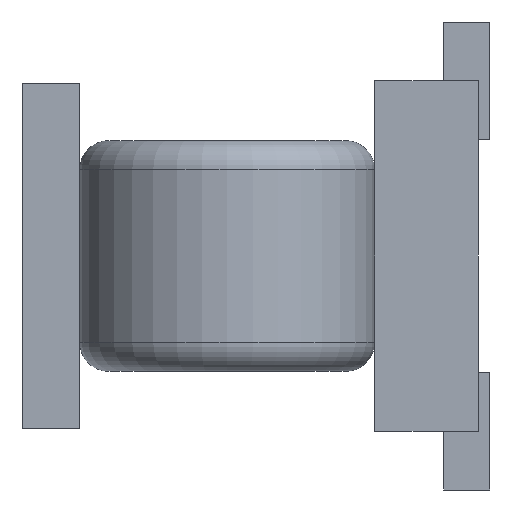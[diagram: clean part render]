
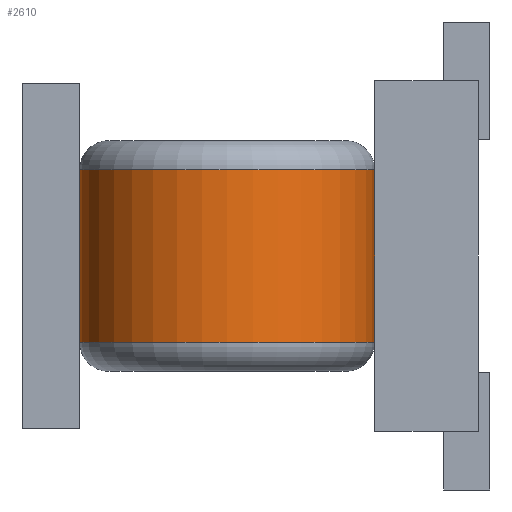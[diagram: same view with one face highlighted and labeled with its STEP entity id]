
A CAD part, left-side view. The second image highlights one B-rep face of the part: STEP entity #2610.
In plain terms, the highlighted cylindrical face has radius 1.28 mm (diameter 2.56 mm), a partial arc.
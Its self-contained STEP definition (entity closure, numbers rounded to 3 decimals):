
#46 = LINE ( 'NONE', #1517, #1478 ) ;
#367 = EDGE_CURVE ( 'NONE', #3214, #2945, #770, .T. ) ;
#369 = DIRECTION ( 'NONE',  ( 0., 0., 1. ) ) ;
#426 = CARTESIAN_POINT ( 'NONE',  ( -0.52, 3.46, -1. ) ) ;
#496 = VERTEX_POINT ( 'NONE', #1790 ) ;
#535 = ORIENTED_EDGE ( 'NONE', *, *, #367, .T. ) ;
#770 = CIRCLE ( 'NONE', #2207, 1.28 ) ;
#1156 = CARTESIAN_POINT ( 'NONE',  ( -0.52, 3.46, -0.75 ) ) ;
#1171 = EDGE_CURVE ( 'NONE', #2945, #496, #46, .T. ) ;
#1264 = CIRCLE ( 'NONE', #3373, 1.28 ) ;
#1423 = LINE ( 'NONE', #426, #2740 ) ;
#1459 = CARTESIAN_POINT ( 'NONE',  ( -0.52, 2.18, -1. ) ) ;
#1478 = VECTOR ( 'NONE', #2796, 1000. ) ;
#1517 = CARTESIAN_POINT ( 'NONE',  ( -0.52, 0.9, -1. ) ) ;
#1523 = DIRECTION ( 'NONE',  ( 0., 0., -1. ) ) ;
#1570 = EDGE_CURVE ( 'NONE', #3214, #2998, #1423, .T. ) ;
#1598 = EDGE_CURVE ( 'NONE', #496, #2998, #1264, .T. ) ;
#1652 = FACE_OUTER_BOUND ( 'NONE', #2084, .T. ) ;
#1790 = CARTESIAN_POINT ( 'NONE',  ( -0.52, 0.9, 0.75 ) ) ;
#1798 = CARTESIAN_POINT ( 'NONE',  ( -0.52, 0.9, -0.75 ) ) ;
#1976 = CARTESIAN_POINT ( 'NONE',  ( -0.52, 2.18, -0.75 ) ) ;
#2061 = DIRECTION ( 'NONE',  ( 1., 0., 0. ) ) ;
#2084 = EDGE_LOOP ( 'NONE', ( #2291, #2659, #2373, #535 ) ) ;
#2207 = AXIS2_PLACEMENT_3D ( 'NONE', #1976, #2500, #2243 ) ;
#2243 = DIRECTION ( 'NONE',  ( 1., 0., 0. ) ) ;
#2291 = ORIENTED_EDGE ( 'NONE', *, *, #1171, .T. ) ;
#2303 = CARTESIAN_POINT ( 'NONE',  ( -0.52, 2.18, 0.75 ) ) ;
#2373 = ORIENTED_EDGE ( 'NONE', *, *, #1570, .F. ) ;
#2415 = CARTESIAN_POINT ( 'NONE',  ( -0.52, 3.46, 0.75 ) ) ;
#2500 = DIRECTION ( 'NONE',  ( 0., 0., 1. ) ) ;
#2610 = ADVANCED_FACE ( 'NONE', ( #1652 ), #2956, .T. ) ;
#2659 = ORIENTED_EDGE ( 'NONE', *, *, #1598, .T. ) ;
#2740 = VECTOR ( 'NONE', #3106, 1000. ) ;
#2759 = DIRECTION ( 'NONE',  ( 1., 0., 0. ) ) ;
#2796 = DIRECTION ( 'NONE',  ( 0., 0., 1. ) ) ;
#2945 = VERTEX_POINT ( 'NONE', #1798 ) ;
#2956 = CYLINDRICAL_SURFACE ( 'NONE', #3050, 1.28 ) ;
#2998 = VERTEX_POINT ( 'NONE', #2415 ) ;
#3050 = AXIS2_PLACEMENT_3D ( 'NONE', #1459, #369, #2759 ) ;
#3106 = DIRECTION ( 'NONE',  ( 0., 0., 1. ) ) ;
#3214 = VERTEX_POINT ( 'NONE', #1156 ) ;
#3373 = AXIS2_PLACEMENT_3D ( 'NONE', #2303, #1523, #2061 ) ;
